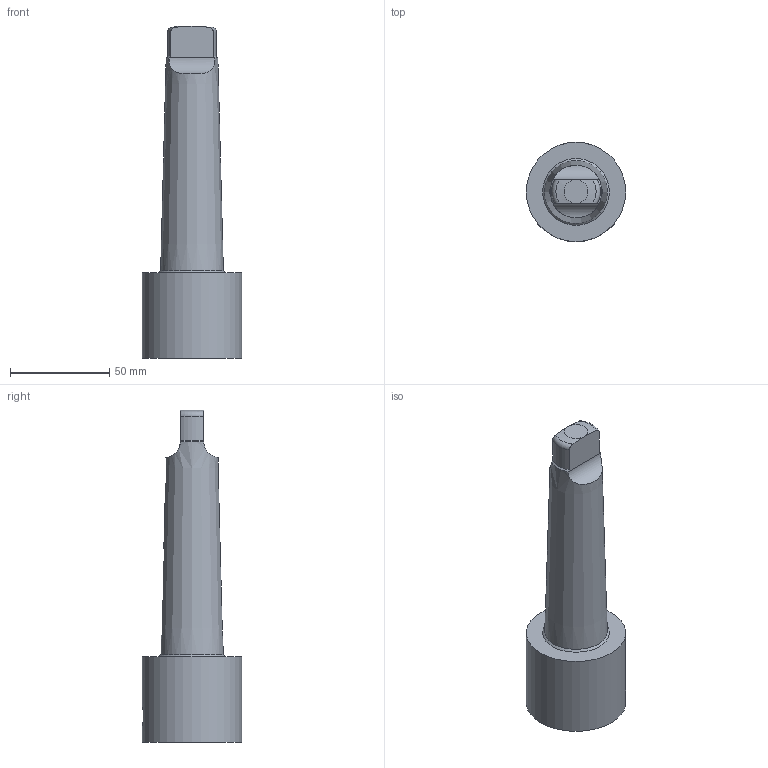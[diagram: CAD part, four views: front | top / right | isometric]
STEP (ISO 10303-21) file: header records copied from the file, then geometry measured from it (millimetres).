
FILE_DESCRIPTION((''),'1');
FILE_NAME('MT4-CKB5-50.stp','2024-09-03T06:49:41',(''),(''),'Spatial Interop R21 SP3','Kubotek KeyCreator 2011 V10.0.2 (22737)',' ');
FILE_SCHEMA(('automotive_design'));
Length unit declared in the file: millimetre
Products named in the file (1): 240[2]
Bounding box: 50 x 50 x 167 mm (x, y, z)
Volume: 138356.7 mm3; surface area: 23810.5 mm2
Topology: 1 solids, 1 shells, 22 faces, 51 edges, 33 vertices
Faces by surface type: cylinder 7, plane 7, cone 6, torus 2
Full cylindrical faces by diameter (mm): 10.3 x1, 28 x1, 50 x1
Entity records: 1369 total; most frequent: CARTESIAN_POINT 419, DIRECTION 90, PRESENTATION_STYLE_ASSIGNMENT 89, COLOUR_RGB 89, ORIENTED_EDGE 86, STYLED_ITEM 66, CURVE_STYLE 66, DRAUGHTING_PRE_DEFINED_CURVE_FONT 66
